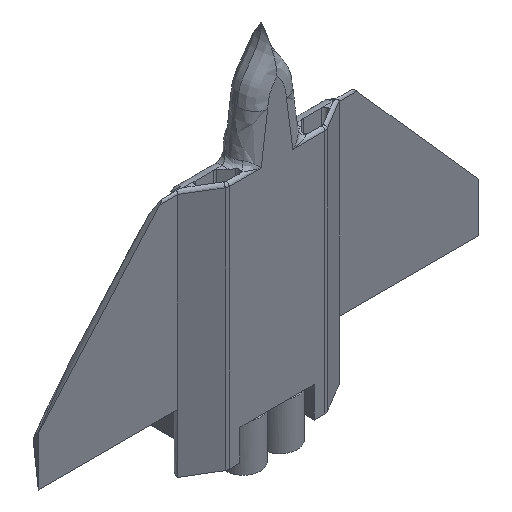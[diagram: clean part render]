
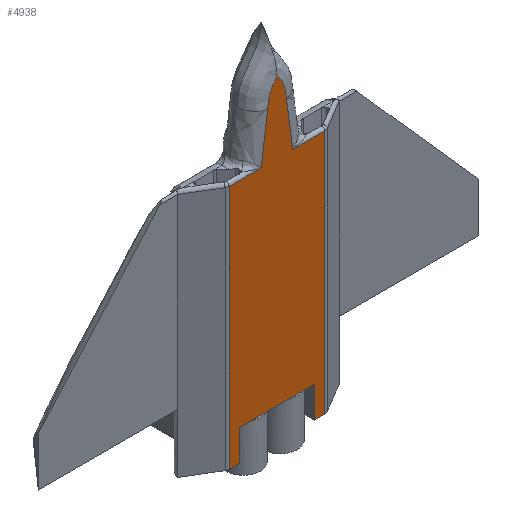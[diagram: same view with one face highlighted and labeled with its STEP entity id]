
A CAD part, isometric view. The second image highlights one B-rep face of the part: STEP entity #4938.
In plain terms, the highlighted free-form (B-spline) face has degree [1, 1] with [2, 2] control points.
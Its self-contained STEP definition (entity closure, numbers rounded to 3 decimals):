
#1517 = EDGE_CURVE('',#1518,#1520,#1522,.T.);
#1518 = VERTEX_POINT('',#1519);
#1519 = CARTESIAN_POINT('',(3.998,-5.359,
    -75.031));
#1520 = VERTEX_POINT('',#1521);
#1521 = CARTESIAN_POINT('',(8.91,-5.359,
    -75.031));
#1522 = B_SPLINE_CURVE_WITH_KNOTS('',1,(#1523,#1524),.UNSPECIFIED.,.F.,
  .F.,(2,2),(3.73,8.312),.PIECEWISE_BEZIER_KNOTS.);
#1523 = CARTESIAN_POINT('',(3.998,-5.359,
    -75.031));
#1524 = CARTESIAN_POINT('',(8.91,-5.359,
    -75.031));
#1629 = EDGE_CURVE('',#1630,#1632,#1634,.T.);
#1630 = VERTEX_POINT('',#1631);
#1631 = CARTESIAN_POINT('',(-8.865,-5.359,
    -75.031));
#1632 = VERTEX_POINT('',#1633);
#1633 = CARTESIAN_POINT('',(-3.953,-5.359,
    -75.031));
#1634 = B_SPLINE_CURVE_WITH_KNOTS('',1,(#1635,#1636),.UNSPECIFIED.,.F.,
  .F.,(2,2),(-8.27,-3.688),.PIECEWISE_BEZIER_KNOTS.);
#1635 = CARTESIAN_POINT('',(-8.865,-5.359,
    -75.031));
#1636 = CARTESIAN_POINT('',(-3.953,-5.359,
    -75.031));
#1742 = EDGE_CURVE('',#1743,#1630,#1745,.T.);
#1743 = VERTEX_POINT('',#1744);
#1744 = CARTESIAN_POINT('',(-12.862,-5.359,
    -75.031));
#1745 = B_SPLINE_CURVE_WITH_KNOTS('',1,(#1746,#1747),.UNSPECIFIED.,.F.,
  .F.,(2,2),(-12.,-8.27),.PIECEWISE_BEZIER_KNOTS.);
#1746 = CARTESIAN_POINT('',(-12.862,-5.359,
    -75.031));
#1747 = CARTESIAN_POINT('',(-8.865,-5.359,
    -75.031));
#1767 = VERTEX_POINT('',#1768);
#1768 = CARTESIAN_POINT('',(12.862,-5.359,
    -75.031));
#1773 = EDGE_CURVE('',#1520,#1767,#1774,.T.);
#1774 = B_SPLINE_CURVE_WITH_KNOTS('',1,(#1775,#1776),.UNSPECIFIED.,.F.,
  .F.,(2,2),(8.312,12.),.PIECEWISE_BEZIER_KNOTS.);
#1775 = CARTESIAN_POINT('',(8.91,-5.359,
    -75.031));
#1776 = CARTESIAN_POINT('',(12.862,-5.359,
    -75.031));
#1787 = EDGE_CURVE('',#1632,#1518,#1788,.T.);
#1788 = B_SPLINE_CURVE_WITH_KNOTS('',1,(#1789,#1790),.UNSPECIFIED.,.F.,
  .F.,(2,2),(-3.688,3.73),.PIECEWISE_BEZIER_KNOTS.);
#1789 = CARTESIAN_POINT('',(-3.953,-5.359,
    -75.031));
#1790 = CARTESIAN_POINT('',(3.998,-5.359,
    -75.031));
#2962 = VERTEX_POINT('',#2963);
#2963 = CARTESIAN_POINT('',(-12.862,-5.359,
    -85.75));
#2968 = EDGE_CURVE('',#2969,#2962,#2971,.T.);
#2969 = VERTEX_POINT('',#2970);
#2970 = CARTESIAN_POINT('',(-16.556,-5.359,
    -85.75));
#2971 = B_SPLINE_CURVE_WITH_KNOTS('',1,(#2972,#2973),.UNSPECIFIED.,.F.,
  .F.,(2,2),(-3.446,0.),.PIECEWISE_BEZIER_KNOTS.);
#2972 = CARTESIAN_POINT('',(-16.556,-5.359,
    -85.75));
#2973 = CARTESIAN_POINT('',(-12.862,-5.359,
    -85.75));
#4757 = VERTEX_POINT('',#4758);
#4758 = CARTESIAN_POINT('',(5.455,-5.359,
    -1.072));
#4857 = VERTEX_POINT('',#4858);
#4858 = CARTESIAN_POINT('',(16.556,-5.359,
    -1.072));
#4884 = VERTEX_POINT('',#4885);
#4885 = CARTESIAN_POINT('',(16.556,-5.359,
    -85.75));
#4899 = EDGE_CURVE('',#4857,#4884,#4900,.T.);
#4900 = B_SPLINE_CURVE_WITH_KNOTS('',1,(#4901,#4902),.UNSPECIFIED.,.F.,
  .F.,(2,2),(-10.328,68.672),.PIECEWISE_BEZIER_KNOTS.);
#4901 = CARTESIAN_POINT('',(16.556,-5.359,
    -1.072));
#4902 = CARTESIAN_POINT('',(16.556,-5.359,
    -85.75));
#4921 = EDGE_CURVE('',#4884,#4922,#4924,.T.);
#4922 = VERTEX_POINT('',#4923);
#4923 = CARTESIAN_POINT('',(12.862,-5.359,
    -85.75));
#4924 = B_SPLINE_CURVE_WITH_KNOTS('',1,(#4925,#4926),.UNSPECIFIED.,.F.,
  .F.,(2,2),(-3.446,0.),.PIECEWISE_BEZIER_KNOTS.);
#4925 = CARTESIAN_POINT('',(16.556,-5.359,
    -85.75));
#4926 = CARTESIAN_POINT('',(12.862,-5.359,
    -85.75));
#4938 = ADVANCED_FACE('',(#4939),#5020,.F.);
#4939 = FACE_BOUND('',#4940,.F.);
#4940 = EDGE_LOOP('',(#4941,#4942,#4947,#4948,#4949,#4950,#4951,#4952,
    #4957,#4958,#4965,#4972,#4979,#4994,#5009,#5014,#5019));
#4941 = ORIENTED_EDGE('',*,*,#4921,.T.);
#4942 = ORIENTED_EDGE('',*,*,#4943,.T.);
#4943 = EDGE_CURVE('',#4922,#1767,#4944,.T.);
#4944 = B_SPLINE_CURVE_WITH_KNOTS('',1,(#4945,#4946),.UNSPECIFIED.,.F.,
  .F.,(2,2),(-10.,0.),.PIECEWISE_BEZIER_KNOTS.);
#4945 = CARTESIAN_POINT('',(12.862,-5.359,
    -85.75));
#4946 = CARTESIAN_POINT('',(12.862,-5.359,
    -75.031));
#4947 = ORIENTED_EDGE('',*,*,#1773,.F.);
#4948 = ORIENTED_EDGE('',*,*,#1517,.F.);
#4949 = ORIENTED_EDGE('',*,*,#1787,.F.);
#4950 = ORIENTED_EDGE('',*,*,#1629,.F.);
#4951 = ORIENTED_EDGE('',*,*,#1742,.F.);
#4952 = ORIENTED_EDGE('',*,*,#4953,.F.);
#4953 = EDGE_CURVE('',#2962,#1743,#4954,.T.);
#4954 = B_SPLINE_CURVE_WITH_KNOTS('',1,(#4955,#4956),.UNSPECIFIED.,.F.,
  .F.,(2,2),(-10.,0.),.PIECEWISE_BEZIER_KNOTS.);
#4955 = CARTESIAN_POINT('',(-12.862,-5.359,
    -85.75));
#4956 = CARTESIAN_POINT('',(-12.862,-5.359,
    -75.031));
#4957 = ORIENTED_EDGE('',*,*,#2968,.F.);
#4958 = ORIENTED_EDGE('',*,*,#4959,.T.);
#4959 = EDGE_CURVE('',#2969,#4960,#4962,.T.);
#4960 = VERTEX_POINT('',#4961);
#4961 = CARTESIAN_POINT('',(-16.556,-5.359,
    -1.072));
#4962 = B_SPLINE_CURVE_WITH_KNOTS('',1,(#4963,#4964),.UNSPECIFIED.,.F.,
  .F.,(2,2),(-68.672,10.328),.PIECEWISE_BEZIER_KNOTS.);
#4963 = CARTESIAN_POINT('',(-16.556,-5.359,
    -85.75));
#4964 = CARTESIAN_POINT('',(-16.556,-5.359,
    -1.072));
#4965 = ORIENTED_EDGE('',*,*,#4966,.T.);
#4966 = EDGE_CURVE('',#4960,#4967,#4969,.T.);
#4967 = VERTEX_POINT('',#4968);
#4968 = CARTESIAN_POINT('',(-5.455,-5.359,
    -1.072));
#4969 = B_SPLINE_CURVE_WITH_KNOTS('',1,(#4970,#4971),.UNSPECIFIED.,.F.,
  .F.,(2,2),(-3.446,6.911),.PIECEWISE_BEZIER_KNOTS.);
#4970 = CARTESIAN_POINT('',(-16.556,-5.359,
    -1.072));
#4971 = CARTESIAN_POINT('',(-5.455,-5.359,
    -1.072));
#4972 = ORIENTED_EDGE('',*,*,#4973,.T.);
#4973 = EDGE_CURVE('',#4967,#4974,#4976,.T.);
#4974 = VERTEX_POINT('',#4975);
#4975 = CARTESIAN_POINT('',(-3.263,-5.359,
    15.37));
#4976 = B_SPLINE_CURVE_WITH_KNOTS('',1,(#4977,#4978),.UNSPECIFIED.,.F.,
  .F.,(2,2),(10.754,26.229),.PIECEWISE_BEZIER_KNOTS.);
#4977 = CARTESIAN_POINT('',(-5.455,-5.359,
    -1.072));
#4978 = CARTESIAN_POINT('',(-3.263,-5.359,
    15.37));
#4979 = ORIENTED_EDGE('',*,*,#4980,.T.);
#4980 = EDGE_CURVE('',#4974,#4981,#4983,.T.);
#4981 = VERTEX_POINT('',#4982);
#4982 = CARTESIAN_POINT('',(0.,-5.359,
    23.581));
#4983 = B_SPLINE_CURVE_WITH_KNOTS('',3,(#4984,#4985,#4986,#4987,#4988,
    #4989,#4990,#4991,#4992,#4993),.UNSPECIFIED.,.F.,.F.,(4,1,1,1,1,1,1,
    4),(-2.228,-2.069,-1.91,-1.751,
    -1.671,-1.591,-1.432,-1.387),
  .UNSPECIFIED.);
#4984 = CARTESIAN_POINT('',(-3.263,-5.359,
    15.37));
#4985 = CARTESIAN_POINT('',(-3.187,-5.359,
    15.933));
#4986 = CARTESIAN_POINT('',(-3.055,-5.359,
    17.046));
#4987 = CARTESIAN_POINT('',(-2.781,-5.359,
    18.749));
#4988 = CARTESIAN_POINT('',(-2.306,-5.359,
    20.101));
#4989 = CARTESIAN_POINT('',(-1.756,-5.359,
    21.098));
#4990 = CARTESIAN_POINT('',(-1.14,-5.359,
    22.055));
#4991 = CARTESIAN_POINT('',(-0.535,-5.359,
    22.872));
#4992 = CARTESIAN_POINT('',(-0.096,-5.359,
    23.453));
#4993 = CARTESIAN_POINT('',(0.,-5.359,
    23.581));
#4994 = ORIENTED_EDGE('',*,*,#4995,.T.);
#4995 = EDGE_CURVE('',#4981,#4996,#4998,.T.);
#4996 = VERTEX_POINT('',#4997);
#4997 = CARTESIAN_POINT('',(3.263,-5.359,
    15.37));
#4998 = B_SPLINE_CURVE_WITH_KNOTS('',3,(#4999,#5000,#5001,#5002,#5003,
    #5004,#5005,#5006,#5007,#5008),.UNSPECIFIED.,.F.,.F.,(4,1,1,1,1,1,1,
    4),(1.387,1.432,1.591,1.751,
    1.83,1.91,2.069,2.228),
  .UNSPECIFIED.);
#4999 = CARTESIAN_POINT('',(0.,-5.359,
    23.581));
#5000 = CARTESIAN_POINT('',(0.096,-5.359,
    23.453));
#5001 = CARTESIAN_POINT('',(0.534,-5.359,
    22.871));
#5002 = CARTESIAN_POINT('',(1.309,-5.359,
    21.826));
#5003 = CARTESIAN_POINT('',(2.056,-5.359,
    20.613));
#5004 = CARTESIAN_POINT('',(2.499,-5.359,
    19.562));
#5005 = CARTESIAN_POINT('',(2.825,-5.359,
    18.464));
#5006 = CARTESIAN_POINT('',(3.057,-5.359,
    17.047));
#5007 = CARTESIAN_POINT('',(3.187,-5.359,
    15.933));
#5008 = CARTESIAN_POINT('',(3.263,-5.359,
    15.37));
#5009 = ORIENTED_EDGE('',*,*,#5010,.T.);
#5010 = EDGE_CURVE('',#4996,#4757,#5011,.T.);
#5011 = B_SPLINE_CURVE_WITH_KNOTS('',1,(#5012,#5013),.UNSPECIFIED.,.F.,
  .F.,(2,2),(-25.171,-9.697),.PIECEWISE_BEZIER_KNOTS.);
#5012 = CARTESIAN_POINT('',(3.263,-5.359,
    15.37));
#5013 = CARTESIAN_POINT('',(5.455,-5.359,
    -1.072));
#5014 = ORIENTED_EDGE('',*,*,#5015,.T.);
#5015 = EDGE_CURVE('',#4757,#4857,#5016,.T.);
#5016 = B_SPLINE_CURVE_WITH_KNOTS('',1,(#5017,#5018),.UNSPECIFIED.,.F.,
  .F.,(2,2),(1.089,11.446),.PIECEWISE_BEZIER_KNOTS.);
#5017 = CARTESIAN_POINT('',(5.455,-5.359,
    -1.072));
#5018 = CARTESIAN_POINT('',(16.556,-5.359,
    -1.072));
#5019 = ORIENTED_EDGE('',*,*,#4899,.T.);
#5020 = B_SPLINE_SURFACE_WITH_KNOTS('',1,1,(
    (#5021,#5022)
    ,(#5023,#5024
    )),.UNSPECIFIED.,.F.,.F.,.F.,(2,2),(2,2),(-57.345,
    44.655),(-7.446,23.446),
  .PIECEWISE_BEZIER_KNOTS.);
#5021 = CARTESIAN_POINT('',(-16.556,-5.359,
    -85.75));
#5022 = CARTESIAN_POINT('',(16.556,-5.359,
    -85.75));
#5023 = CARTESIAN_POINT('',(-16.556,-5.359,
    23.581));
#5024 = CARTESIAN_POINT('',(16.556,-5.359,
    23.581));
